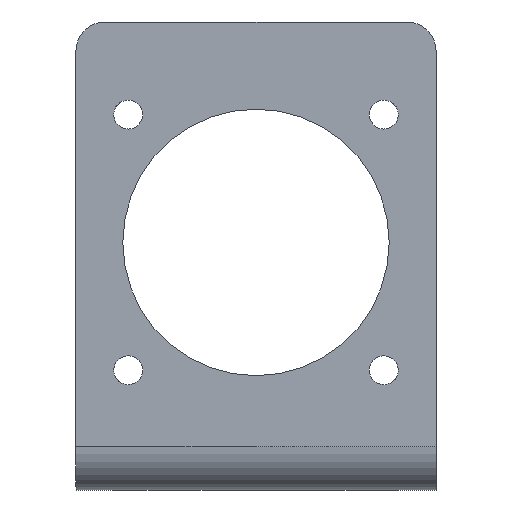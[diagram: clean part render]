
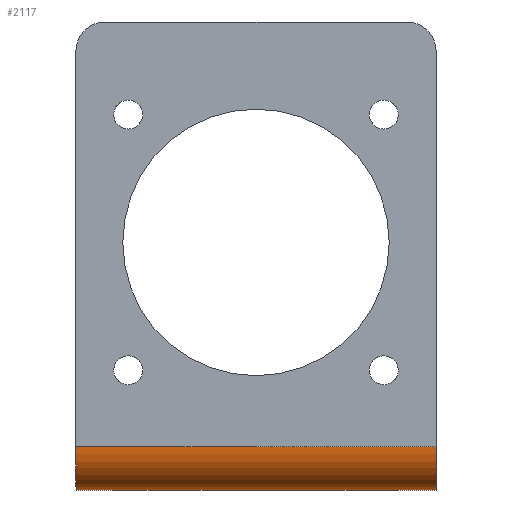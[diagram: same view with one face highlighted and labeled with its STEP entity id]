
A CAD part, left-side view. The second image highlights one B-rep face of the part: STEP entity #2117.
In plain terms, the highlighted cylindrical face has radius 6 mm (diameter 12 mm), a partial arc.
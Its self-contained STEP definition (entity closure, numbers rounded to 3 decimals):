
#103=CIRCLE('',#2213,6.);
#104=CIRCLE('',#2214,6.);
#129=CYLINDRICAL_SURFACE('',#2212,6.);
#234=FACE_OUTER_BOUND('',#362,.T.);
#362=EDGE_LOOP('',(#1810,#1811,#1812,#1813));
#503=LINE('',#4339,#630);
#504=LINE('',#4343,#631);
#630=VECTOR('',#2488,10.);
#631=VECTOR('',#2491,10.);
#977=VERTEX_POINT('',#4304);
#985=VERTEX_POINT('',#4338);
#986=VERTEX_POINT('',#4340);
#987=VERTEX_POINT('',#4342);
#1291=EDGE_CURVE('',#977,#985,#503,.T.);
#1292=EDGE_CURVE('',#977,#986,#103,.T.);
#1293=EDGE_CURVE('',#986,#987,#504,.T.);
#1294=EDGE_CURVE('',#987,#985,#104,.T.);
#1810=ORIENTED_EDGE('',*,*,#1291,.F.);
#1811=ORIENTED_EDGE('',*,*,#1292,.T.);
#1812=ORIENTED_EDGE('',*,*,#1293,.T.);
#1813=ORIENTED_EDGE('',*,*,#1294,.T.);
#2117=ADVANCED_FACE('',(#234),#129,.T.);
#2212=AXIS2_PLACEMENT_3D('',#4337,#2486,#2487);
#2213=AXIS2_PLACEMENT_3D('',#4341,#2489,#2490);
#2214=AXIS2_PLACEMENT_3D('',#4344,#2492,#2493);
#2486=DIRECTION('center_axis',(0.,1.,0.));
#2487=DIRECTION('ref_axis',(0.,0.,-1.));
#2488=DIRECTION('',(0.,-1.,0.));
#2489=DIRECTION('center_axis',(0.,-1.,0.));
#2490=DIRECTION('ref_axis',(-1.,0.,0.));
#2491=DIRECTION('',(0.,-1.,0.));
#2492=DIRECTION('center_axis',(0.,1.,0.));
#2493=DIRECTION('ref_axis',(0.,0.,-1.));
#4304=CARTESIAN_POINT('',(-34.172,25.,6.));
#4337=CARTESIAN_POINT('Origin',(-28.172,0.,6.));
#4338=CARTESIAN_POINT('',(-34.172,-25.,6.));
#4339=CARTESIAN_POINT('',(-34.172,0.,6.));
#4340=CARTESIAN_POINT('',(-28.172,25.,0.));
#4341=CARTESIAN_POINT('Origin',(-28.172,25.,6.));
#4342=CARTESIAN_POINT('',(-28.172,-25.,0.));
#4343=CARTESIAN_POINT('',(-28.172,25.,0.));
#4344=CARTESIAN_POINT('Origin',(-28.172,-25.,6.));
